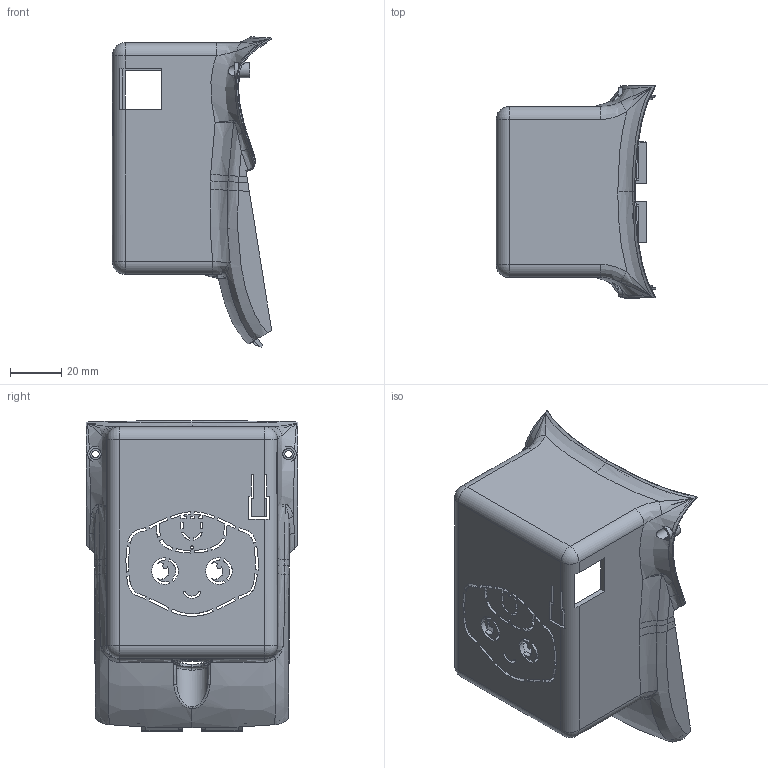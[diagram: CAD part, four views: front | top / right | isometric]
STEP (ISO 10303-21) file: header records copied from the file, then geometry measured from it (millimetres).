
FILE_DESCRIPTION (( 'STEP AP214' ), '1' );
FILE_NAME ('nao_backpack.STEP', '2017-06-12T05:48:30', ( '' ), ( '' ), 'SwSTEP 2.0', 'SolidWorks 2014', '' );
FILE_SCHEMA (( 'AUTOMOTIVE_DESIGN' ));
Length unit declared in the file: millimetre
Products named in the file (1): nao_backpack
Bounding box: 62 x 82.4 x 120.73 mm (x, y, z)
Volume: 46003.2 mm3; surface area: 49727.2 mm2
Topology: 1 solids, 1 shells, 644 faces, 1814 edges, 1157 vertices
Faces by surface type: bspline 354, plane 202, cylinder 73, torus 10, sphere 4, cone 1
Entity records: 36537 total; most frequent: CARTESIAN_POINT 22691, ORIENTED_EDGE 3604, EDGE_CURVE 1802, DIRECTION 1645, VERTEX_POINT 1157, B_SPLINE_CURVE_WITH_KNOTS 911, EDGE_LOOP 719, LINE 695
